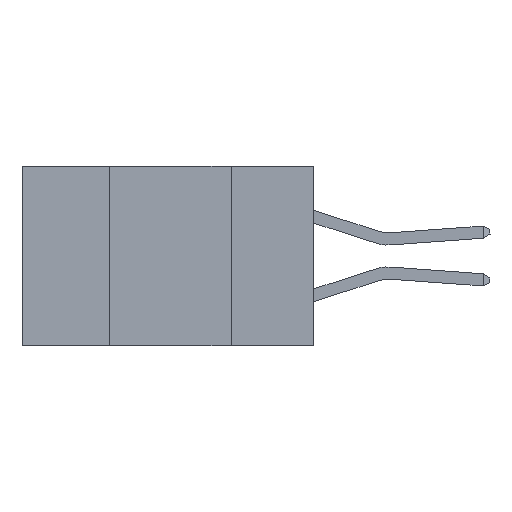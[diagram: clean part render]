
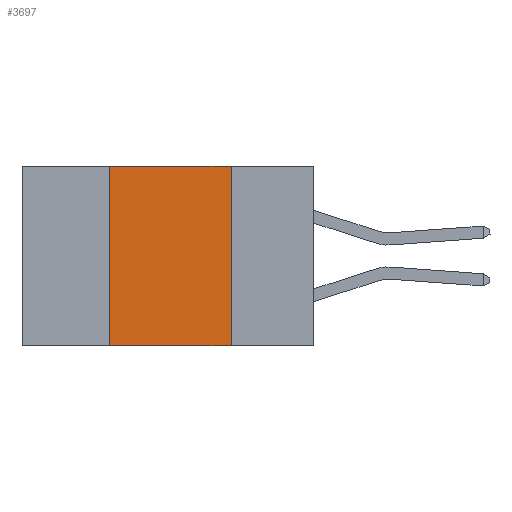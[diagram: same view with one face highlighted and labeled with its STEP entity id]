
A CAD part, left-side view. The second image highlights one B-rep face of the part: STEP entity #3697.
In plain terms, the highlighted planar face has unit normal (-1, 0, 0).
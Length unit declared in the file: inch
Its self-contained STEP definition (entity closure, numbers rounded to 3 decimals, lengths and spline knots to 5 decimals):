
#544 = VERTEX_POINT ( 'NONE', #11463 ) ;
#761 = AXIS2_PLACEMENT_3D ( 'NONE', #7548, #8493, #5725 ) ;
#790 = VECTOR ( 'NONE', #4641, 39.37008 ) ;
#932 = PLANE ( 'NONE',  #761 ) ;
#1203 = EDGE_LOOP ( 'NONE', ( #6929, #2067, #2440, #11531 ) ) ;
#1380 = CARTESIAN_POINT ( 'NONE',  ( 0., 0.42, 0. ) ) ;
#2067 = ORIENTED_EDGE ( 'NONE', *, *, #2482, .F. ) ;
#2440 = ORIENTED_EDGE ( 'NONE', *, *, #4151, .F. ) ;
#2444 = VECTOR ( 'NONE', #11844, 39.37008 ) ;
#2457 = VECTOR ( 'NONE', #9580, 39.37008 ) ;
#2482 = EDGE_CURVE ( 'NONE', #5278, #544, #6631, .T. ) ;
#2557 = CARTESIAN_POINT ( 'NONE',  ( 0., 0.42, 0. ) ) ;
#3697 = ADVANCED_FACE ( 'NONE', ( #10450 ), #932, .F. ) ;
#4007 = CARTESIAN_POINT ( 'NONE',  ( 0., 0.6, 0. ) ) ;
#4151 = EDGE_CURVE ( 'NONE', #6531, #5278, #7478, .T. ) ;
#4495 = EDGE_CURVE ( 'NONE', #6531, #12246, #8069, .T. ) ;
#4641 = DIRECTION ( 'NONE',  ( 0., 0., -1. ) ) ;
#5101 = CARTESIAN_POINT ( 'NONE',  ( 0., 0.17, -0.37 ) ) ;
#5278 = VERTEX_POINT ( 'NONE', #2557 ) ;
#5725 = DIRECTION ( 'NONE',  ( 0., 0., -1. ) ) ;
#5939 = EDGE_CURVE ( 'NONE', #544, #12246, #9334, .T. ) ;
#6531 = VERTEX_POINT ( 'NONE', #12095 ) ;
#6631 = LINE ( 'NONE', #4007, #12138 ) ;
#6929 = ORIENTED_EDGE ( 'NONE', *, *, #5939, .F. ) ;
#7139 = CARTESIAN_POINT ( 'NONE',  ( 0., 0.6, -0.37 ) ) ;
#7478 = LINE ( 'NONE', #1380, #2457 ) ;
#7548 = CARTESIAN_POINT ( 'NONE',  ( 0., 0.6, 0. ) ) ;
#8069 = LINE ( 'NONE', #7139, #2444 ) ;
#8493 = DIRECTION ( 'NONE',  ( 1., 0., 0. ) ) ;
#9248 = CARTESIAN_POINT ( 'NONE',  ( 0., 0.17, 0. ) ) ;
#9334 = LINE ( 'NONE', #9248, #790 ) ;
#9580 = DIRECTION ( 'NONE',  ( 0., 0., 1. ) ) ;
#10450 = FACE_OUTER_BOUND ( 'NONE', #1203, .T. ) ;
#11463 = CARTESIAN_POINT ( 'NONE',  ( 0., 0.17, 0. ) ) ;
#11531 = ORIENTED_EDGE ( 'NONE', *, *, #4495, .T. ) ;
#11583 = DIRECTION ( 'NONE',  ( 0., -1., 0. ) ) ;
#11844 = DIRECTION ( 'NONE',  ( 0., -1., 0. ) ) ;
#12095 = CARTESIAN_POINT ( 'NONE',  ( 0., 0.42, -0.37 ) ) ;
#12138 = VECTOR ( 'NONE', #11583, 39.37008 ) ;
#12246 = VERTEX_POINT ( 'NONE', #5101 ) ;
